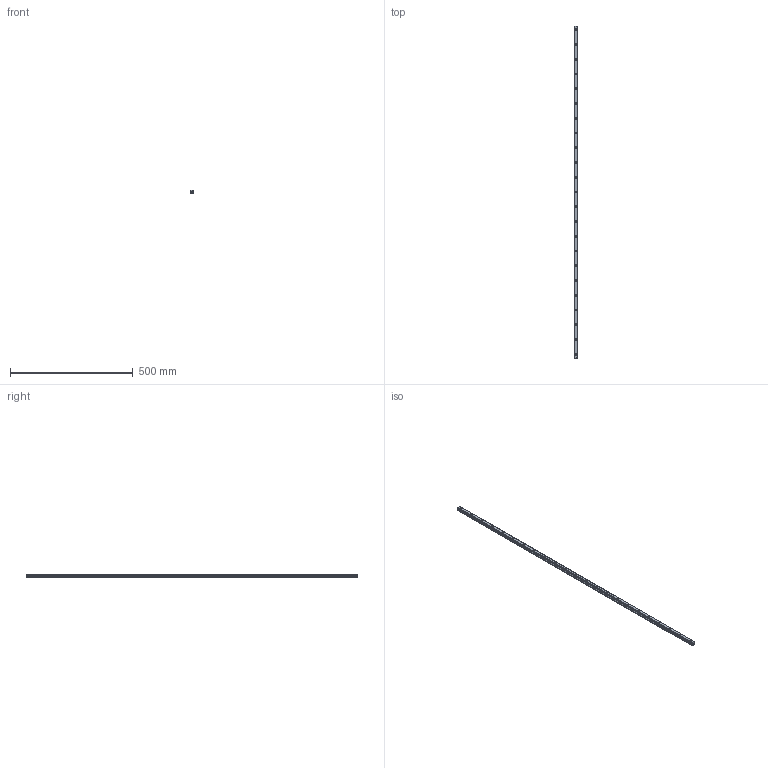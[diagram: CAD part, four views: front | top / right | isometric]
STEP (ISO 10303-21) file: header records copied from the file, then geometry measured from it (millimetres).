
FILE_DESCRIPTION(('STEP AP214'),'1');
FILE_NAME('cctmp_DBEF9D43-E79E-4763-9B8A-F0A695711443_2020_5_5_15_8_38_310..stp','2020-05-05T13:08:38',('HIWIN GmbH'),('CADClick - www.CADClick.com'),'Spatial InterOp 3D',' ','unknown authorization');
FILE_SCHEMA(('AUTOMOTIVE_DESIGN'));
Length unit declared in the file: millimetre
Products named in the file (1): HGR15R1350H_FILE
Bounding box: 15 x 1350 x 15 mm (x, y, z)
Volume: 247855.3 mm3; surface area: 90234.7 mm2
Topology: 1 solids, 1 shells, 322 faces, 741 edges, 494 vertices
Faces by surface type: cylinder 164, plane 158
Entity records: 11833 total; most frequent: DIRECTION 1715, CARTESIAN_POINT 1558, ORIENTED_EDGE 1482, EDGE_CURVE 741, AXIS2_PLACEMENT_3D 651, VERTEX_POINT 494, LINE 413, VECTOR 413
